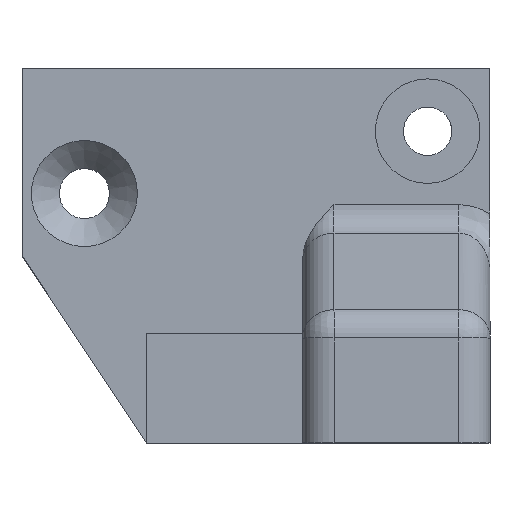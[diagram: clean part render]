
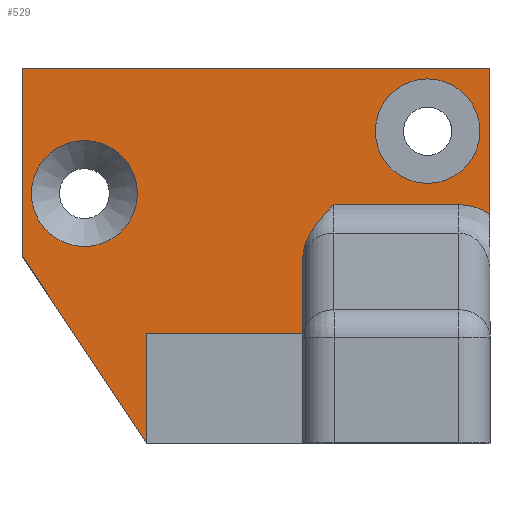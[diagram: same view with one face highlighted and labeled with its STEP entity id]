
A CAD part, top view. The second image highlights one B-rep face of the part: STEP entity #529.
In plain terms, the highlighted planar face has unit normal (0, 0, 1).
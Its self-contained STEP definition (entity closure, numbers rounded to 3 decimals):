
#19=FACE_BOUND('',#96,.T.);
#20=FACE_BOUND('',#97,.T.);
#26=ELLIPSE('',#590,4.405,4.);
#28=B_SPLINE_CURVE_WITH_KNOTS('',3,(#843,#844,#845,#846,#847,#848,#849,
#850,#851,#852,#853,#854,#855,#856,#857,#858),.UNSPECIFIED.,.F.,.F.,(4,
3,3,3,3,4),(1.011,1.042,1.133,1.196,
1.336,1.399),.UNSPECIFIED.);
#33=PLANE('',#589);
#62=FACE_OUTER_BOUND('',#95,.T.);
#95=EDGE_LOOP('',(#394,#395,#396,#397,#398,#399,#400,#401,#402,#403));
#96=EDGE_LOOP('',(#404));
#97=EDGE_LOOP('',(#405));
#132=CIRCLE('',#591,3.35);
#133=CIRCLE('',#592,3.4);
#156=LINE('',#823,#203);
#160=LINE('',#831,#207);
#165=LINE('',#841,#212);
#166=LINE('',#860,#213);
#167=LINE('',#864,#214);
#168=LINE('',#866,#215);
#169=LINE('',#868,#216);
#170=LINE('',#869,#217);
#203=VECTOR('',#660,10.);
#207=VECTOR('',#666,10.);
#212=VECTOR('',#675,10.);
#213=VECTOR('',#676,10.);
#214=VECTOR('',#679,10.);
#215=VECTOR('',#680,10.);
#216=VECTOR('',#681,10.);
#217=VECTOR('',#682,10.);
#252=VERTEX_POINT('',#821);
#253=VERTEX_POINT('',#822);
#256=VERTEX_POINT('',#830);
#259=VERTEX_POINT('',#840);
#260=VERTEX_POINT('',#842);
#261=VERTEX_POINT('',#859);
#262=VERTEX_POINT('',#861);
#263=VERTEX_POINT('',#863);
#264=VERTEX_POINT('',#865);
#265=VERTEX_POINT('',#867);
#266=VERTEX_POINT('',#870);
#267=VERTEX_POINT('',#872);
#301=EDGE_CURVE('',#252,#253,#156,.T.);
#305=EDGE_CURVE('',#253,#256,#160,.T.);
#310=EDGE_CURVE('',#256,#259,#165,.T.);
#311=EDGE_CURVE('',#260,#259,#28,.F.);
#312=EDGE_CURVE('',#261,#260,#166,.T.);
#313=EDGE_CURVE('',#262,#261,#26,.T.);
#314=EDGE_CURVE('',#262,#263,#167,.T.);
#315=EDGE_CURVE('',#263,#264,#168,.T.);
#316=EDGE_CURVE('',#264,#265,#169,.T.);
#317=EDGE_CURVE('',#252,#265,#170,.T.);
#318=EDGE_CURVE('',#266,#266,#132,.T.);
#319=EDGE_CURVE('',#267,#267,#133,.T.);
#394=ORIENTED_EDGE('',*,*,#301,.T.);
#395=ORIENTED_EDGE('',*,*,#305,.T.);
#396=ORIENTED_EDGE('',*,*,#310,.T.);
#397=ORIENTED_EDGE('',*,*,#311,.F.);
#398=ORIENTED_EDGE('',*,*,#312,.F.);
#399=ORIENTED_EDGE('',*,*,#313,.F.);
#400=ORIENTED_EDGE('',*,*,#314,.T.);
#401=ORIENTED_EDGE('',*,*,#315,.T.);
#402=ORIENTED_EDGE('',*,*,#316,.T.);
#403=ORIENTED_EDGE('',*,*,#317,.F.);
#404=ORIENTED_EDGE('',*,*,#318,.F.);
#405=ORIENTED_EDGE('',*,*,#319,.F.);
#529=ADVANCED_FACE('',(#62,#19,#20),#33,.T.);
#589=AXIS2_PLACEMENT_3D('',#839,#673,#674);
#590=AXIS2_PLACEMENT_3D('',#862,#677,#678);
#591=AXIS2_PLACEMENT_3D('',#871,#683,#684);
#592=AXIS2_PLACEMENT_3D('',#873,#685,#686);
#660=DIRECTION('',(0.,1.,0.));
#666=DIRECTION('',(1.,0.,0.));
#673=DIRECTION('center_axis',(0.,0.,1.));
#674=DIRECTION('ref_axis',(0.,1.,0.));
#675=DIRECTION('',(0.,1.,0.));
#676=DIRECTION('',(-1.,0.,0.));
#677=DIRECTION('center_axis',(0.,0.,1.));
#678=DIRECTION('ref_axis',(0.,1.,0.));
#679=DIRECTION('',(0.,1.,0.));
#680=DIRECTION('',(-1.,0.,0.));
#681=DIRECTION('',(0.,-1.,0.));
#682=DIRECTION('',(-0.555,0.832,0.));
#683=DIRECTION('center_axis',(0.,0.,1.));
#684=DIRECTION('ref_axis',(0.,-1.,0.));
#685=DIRECTION('center_axis',(0.,0.,1.));
#686=DIRECTION('ref_axis',(0.,-1.,0.));
#821=CARTESIAN_POINT('',(-16.,-54.,3.));
#822=CARTESIAN_POINT('',(-16.,-47.,3.));
#823=CARTESIAN_POINT('',(-16.,-44.5,3.));
#830=CARTESIAN_POINT('',(-6.,-47.,3.));
#831=CARTESIAN_POINT('',(-7.5,-47.,3.));
#839=CARTESIAN_POINT('Origin',(-9.,-42.,3.));
#840=CARTESIAN_POINT('',(-6.,-42.184,3.));
#841=CARTESIAN_POINT('',(-6.,-41.,3.));
#842=CARTESIAN_POINT('',(-4.,-38.72,3.));
#843=CARTESIAN_POINT('Ctrl Pts',(-6.,-42.184,3.));
#844=CARTESIAN_POINT('Ctrl Pts',(-6.,-42.081,3.));
#845=CARTESIAN_POINT('Ctrl Pts',(-5.994,-41.975,3.));
#846=CARTESIAN_POINT('Ctrl Pts',(-5.982,-41.867,3.));
#847=CARTESIAN_POINT('Ctrl Pts',(-5.945,-41.55,3.));
#848=CARTESIAN_POINT('Ctrl Pts',(-5.849,-41.223,3.));
#849=CARTESIAN_POINT('Ctrl Pts',(-5.72,-40.929,3.));
#850=CARTESIAN_POINT('Ctrl Pts',(-5.63,-40.724,3.));
#851=CARTESIAN_POINT('Ctrl Pts',(-5.53,-40.542,3.));
#852=CARTESIAN_POINT('Ctrl Pts',(-5.412,-40.356,3.));
#853=CARTESIAN_POINT('Ctrl Pts',(-5.153,-39.948,3.));
#854=CARTESIAN_POINT('Ctrl Pts',(-4.811,-39.552,3.));
#855=CARTESIAN_POINT('Ctrl Pts',(-4.464,-39.191,3.));
#856=CARTESIAN_POINT('Ctrl Pts',(-4.307,-39.027,3.));
#857=CARTESIAN_POINT('Ctrl Pts',(-4.149,-38.87,3.));
#858=CARTESIAN_POINT('Ctrl Pts',(-4.,-38.72,3.));
#859=CARTESIAN_POINT('',(4.,-38.72,3.));
#860=CARTESIAN_POINT('',(-3.,-38.72,3.));
#861=CARTESIAN_POINT('',(6.,-39.311,3.));
#862=CARTESIAN_POINT('Origin',(4.,-43.126,3.));
#863=CARTESIAN_POINT('',(6.,-30.,3.));
#864=CARTESIAN_POINT('',(6.,-42.,3.));
#865=CARTESIAN_POINT('',(-24.,-30.,3.));
#866=CARTESIAN_POINT('',(6.,-30.,3.));
#867=CARTESIAN_POINT('',(-24.,-42.,3.));
#868=CARTESIAN_POINT('',(-24.,-30.,3.));
#869=CARTESIAN_POINT('',(-19.692,-48.462,3.));
#870=CARTESIAN_POINT('',(2.,-30.65,3.));
#871=CARTESIAN_POINT('Origin',(2.,-34.,3.));
#872=CARTESIAN_POINT('',(-20.,-34.6,3.));
#873=CARTESIAN_POINT('Origin',(-20.,-38.,3.));
